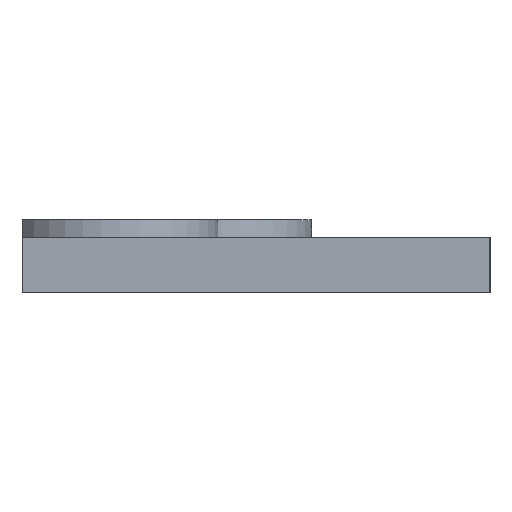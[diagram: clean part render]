
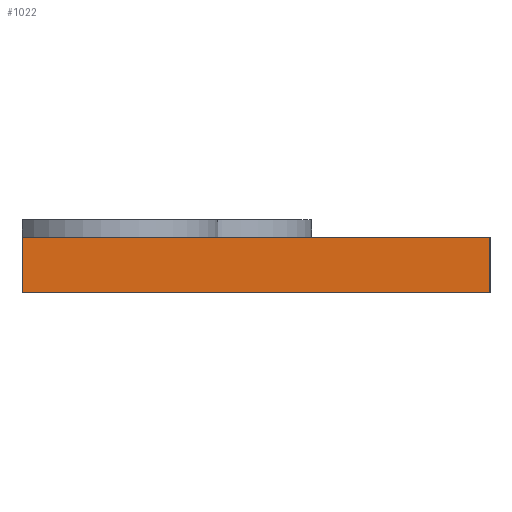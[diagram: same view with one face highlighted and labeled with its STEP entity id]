
A CAD part, left-side view. The second image highlights one B-rep face of the part: STEP entity #1022.
In plain terms, the highlighted planar face has unit normal (-1, 0, 0).
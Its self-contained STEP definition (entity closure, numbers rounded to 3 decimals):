
#72=PLANE($,#1084);
#99=FACE_OUTER_BOUND($,#148,.T.);
#148=EDGE_LOOP($,(#724,#725,#726,#727));
#258=LINE($,#1539,#334);
#259=LINE($,#1541,#335);
#260=LINE($,#1543,#336);
#261=LINE($,#1544,#337);
#334=VECTOR($,#1223,54.);
#335=VECTOR($,#1224,6.35);
#336=VECTOR($,#1225,54.);
#337=VECTOR($,#1226,6.35);
#474=VERTEX_POINT($,#1537);
#475=VERTEX_POINT($,#1538);
#476=VERTEX_POINT($,#1540);
#477=VERTEX_POINT($,#1542);
#580=EDGE_CURVE($,#474,#475,#258,.T.);
#581=EDGE_CURVE($,#475,#476,#259,.T.);
#582=EDGE_CURVE($,#476,#477,#260,.T.);
#583=EDGE_CURVE($,#477,#474,#261,.T.);
#724=ORIENTED_EDGE($,*,*,#580,.T.);
#725=ORIENTED_EDGE($,*,*,#581,.T.);
#726=ORIENTED_EDGE($,*,*,#582,.T.);
#727=ORIENTED_EDGE($,*,*,#583,.T.);
#1022=ADVANCED_FACE($,(#99),#72,.F.);
#1084=AXIS2_PLACEMENT_3D($,#1536,#1221,#1222);
#1221=DIRECTION('center_axis',(1.,0.,0.));
#1222=DIRECTION('ref_axis',(0.,0.,-1.));
#1223=DIRECTION($,(0.,-1.,0.));
#1224=DIRECTION($,(0.,0.,1.));
#1225=DIRECTION($,(0.,1.,0.));
#1226=DIRECTION($,(0.,0.,-1.));
#1536=CARTESIAN_POINT('Origin',(27.973,36.5,3.175));
#1537=CARTESIAN_POINT('',(27.973,63.5,0.));
#1538=CARTESIAN_POINT('',(27.973,9.5,0.));
#1539=CARTESIAN_POINT($,(27.973,63.5,0.));
#1540=CARTESIAN_POINT('',(27.973,9.5,6.35));
#1541=CARTESIAN_POINT($,(27.973,9.5,0.));
#1542=CARTESIAN_POINT('',(27.973,63.5,6.35));
#1543=CARTESIAN_POINT($,(27.973,9.5,6.35));
#1544=CARTESIAN_POINT($,(27.973,63.5,6.35));
